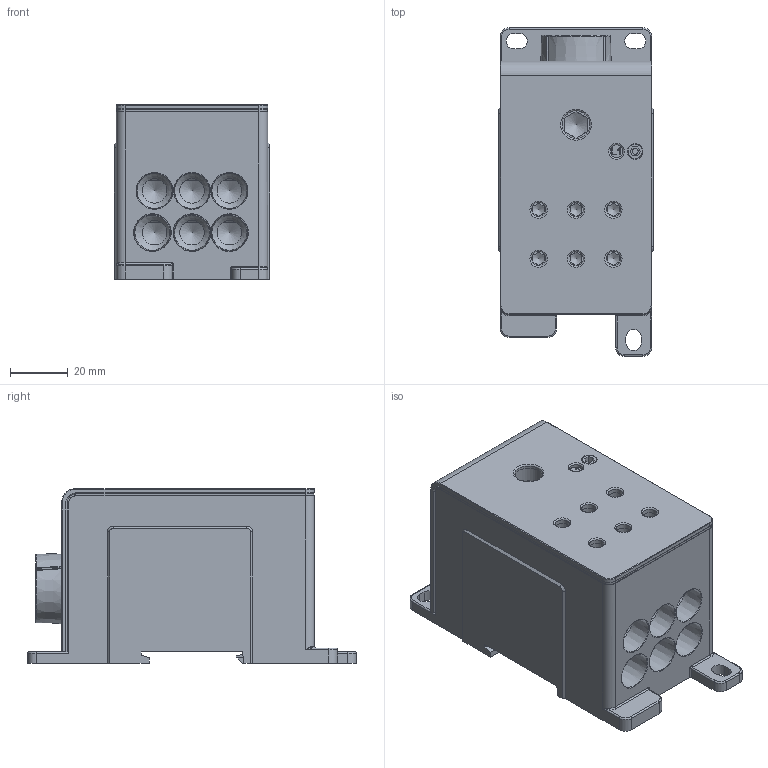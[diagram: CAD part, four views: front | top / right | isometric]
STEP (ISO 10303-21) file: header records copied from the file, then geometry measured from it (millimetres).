
FILE_DESCRIPTION(/* description */ (''),/* implementation_level */ '2;1');
FILE_NAME(/* name */ '27203.0_SVBA_255A.stp',/* time_stamp */ '2017-06-12T14:59:10+02:00',/* author */ ('K.Knoepfle'),/* organization */ ('CONTA-CLIP Verbindungstechnik GmbH'),/* preprocessor_version */ 'ST-DEVELOPER v16.1',/* originating_system */ 'Autodesk Inventor 2016',/* authorisation */ '');
FILE_SCHEMA (('AUTOMOTIVE_DESIGN { 1 0 10303 214 3 1 1 }'));
Length unit declared in the file: millimetre
Products named in the file (1): 27203.0_SVBA_255A
Bounding box: 54 x 114 x 60.7 mm (x, y, z)
Volume: 247765.2 mm3; surface area: 42587.1 mm2
Topology: 1 solids, 15 shells, 474 faces, 1152 edges, 733 vertices
Faces by surface type: plane 232, cylinder 112, cone 50, torus 43, bspline 28, sphere 9
Full cylindrical faces by diameter (mm): 2 x1, 4.5 x1, 5 x6, 5.252 x1, 5.4 x1, 5.5 x1, 6 x6, 8.5 x6, 9.7 x1, 10.7 x1, 13.835 x1, 16.5 x1, 20.5 x1
Entity records: 14755 total; most frequent: CARTESIAN_POINT 4012, ORIENTED_EDGE 2056, DIRECTION 2041, EDGE_CURVE 1028, AXIS2_PLACEMENT_3D 761, VERTEX_POINT 690, EDGE_LOOP 586, LINE 519
